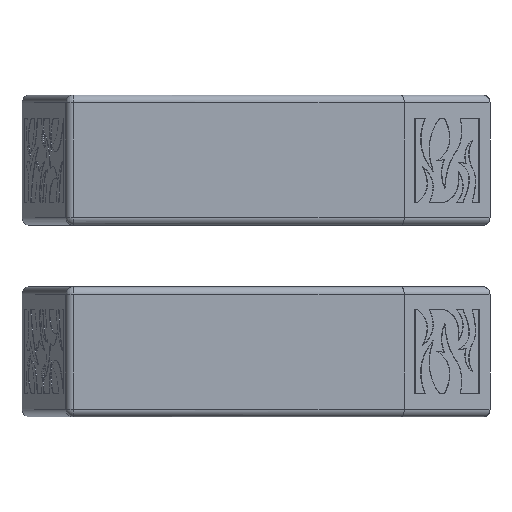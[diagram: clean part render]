
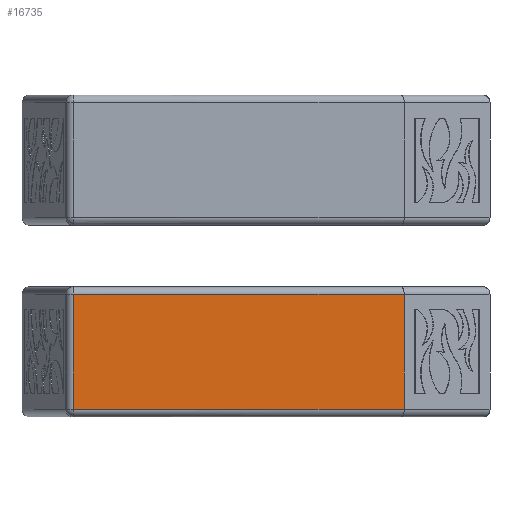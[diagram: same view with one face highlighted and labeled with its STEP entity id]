
A CAD part, left-side view. The second image highlights one B-rep face of the part: STEP entity #16735.
In plain terms, the highlighted planar face has unit normal (-1, 0, 0).
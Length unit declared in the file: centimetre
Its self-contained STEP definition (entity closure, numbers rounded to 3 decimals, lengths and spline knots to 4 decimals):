
#337 = DIRECTION ( 'NONE',  ( 0., 0., -1. ) ) ;
#381 = CARTESIAN_POINT ( 'NONE',  ( -0.7064, -3.708, -0.75 ) ) ;
#887 = LINE ( 'NONE', #381, #14406 ) ;
#1032 = EDGE_CURVE ( 'NONE', #8555, #16784, #5398, .T. ) ;
#1980 = LINE ( 'NONE', #2853, #11098 ) ;
#2424 = EDGE_LOOP ( 'NONE', ( #2737, #11565, #15685, #13573 ) ) ;
#2514 = CARTESIAN_POINT ( 'NONE',  ( -0.7064, 0., -0.75 ) ) ;
#2576 = PLANE ( 'NONE',  #12763 ) ;
#2737 = ORIENTED_EDGE ( 'NONE', *, *, #1032, .T. ) ;
#2853 = CARTESIAN_POINT ( 'NONE',  ( -0.7064, 7.292, 3.25 ) ) ;
#4474 = DIRECTION ( 'NONE',  ( 0., 1., 0. ) ) ;
#4822 = CARTESIAN_POINT ( 'NONE',  ( -0.7064, 7.0774, 3.25 ) ) ;
#5398 = LINE ( 'NONE', #15185, #6031 ) ;
#6031 = VECTOR ( 'NONE', #337, 100. ) ;
#7806 = DIRECTION ( 'NONE',  ( 0., 0., -1. ) ) ;
#8555 = VERTEX_POINT ( 'NONE', #4822 ) ;
#9353 = CARTESIAN_POINT ( 'NONE',  ( -0.7064, -3.708, 3.25 ) ) ;
#9499 = EDGE_CURVE ( 'NONE', #12886, #11324, #887, .T. ) ;
#10414 = CARTESIAN_POINT ( 'NONE',  ( -0.7064, -3.708, -0.5 ) ) ;
#10865 = CARTESIAN_POINT ( 'NONE',  ( -0.7064, 7.0774, -0.5 ) ) ;
#11098 = VECTOR ( 'NONE', #4474, 100. ) ;
#11114 = VECTOR ( 'NONE', #15413, 100. ) ;
#11213 = DIRECTION ( 'NONE',  ( 0., 0., 1. ) ) ;
#11272 = CARTESIAN_POINT ( 'NONE',  ( -0.7064, 0., -0.5 ) ) ;
#11324 = VERTEX_POINT ( 'NONE', #9353 ) ;
#11565 = ORIENTED_EDGE ( 'NONE', *, *, #15440, .T. ) ;
#12062 = DIRECTION ( 'NONE',  ( 1., 0., 0. ) ) ;
#12763 = AXIS2_PLACEMENT_3D ( 'NONE', #2514, #12062, #7806 ) ;
#12886 = VERTEX_POINT ( 'NONE', #10414 ) ;
#13573 = ORIENTED_EDGE ( 'NONE', *, *, #15847, .T. ) ;
#14406 = VECTOR ( 'NONE', #11213, 100. ) ;
#14900 = LINE ( 'NONE', #11272, #11114 ) ;
#15185 = CARTESIAN_POINT ( 'NONE',  ( -0.7064, 7.0774, -0.75 ) ) ;
#15299 = FACE_OUTER_BOUND ( 'NONE', #2424, .T. ) ;
#15413 = DIRECTION ( 'NONE',  ( 0., -1., 0. ) ) ;
#15440 = EDGE_CURVE ( 'NONE', #16784, #12886, #14900, .T. ) ;
#15685 = ORIENTED_EDGE ( 'NONE', *, *, #9499, .T. ) ;
#15847 = EDGE_CURVE ( 'NONE', #11324, #8555, #1980, .T. ) ;
#16735 = ADVANCED_FACE ( 'NONE', ( #15299 ), #2576, .F. ) ;
#16784 = VERTEX_POINT ( 'NONE', #10865 ) ;
